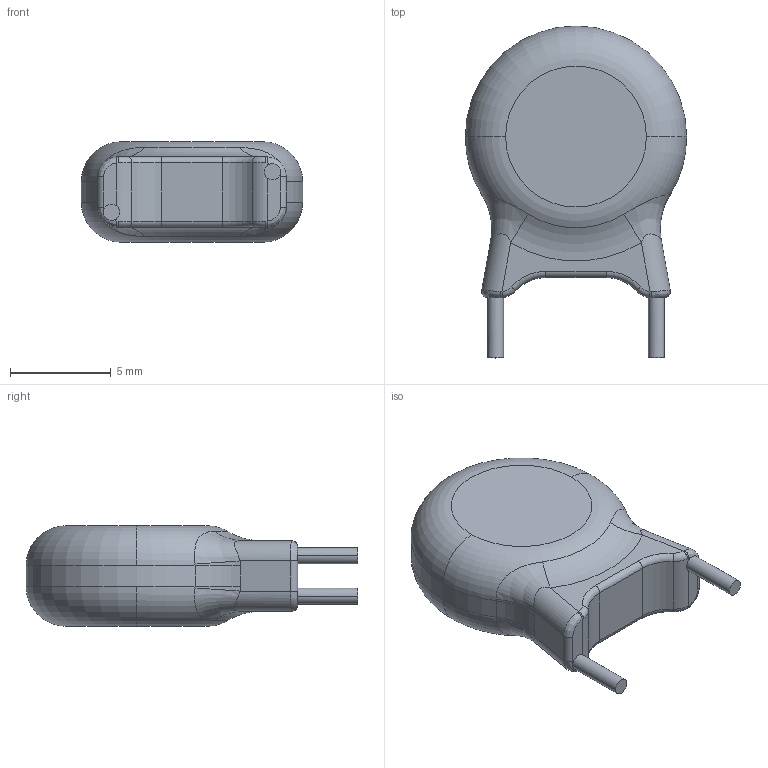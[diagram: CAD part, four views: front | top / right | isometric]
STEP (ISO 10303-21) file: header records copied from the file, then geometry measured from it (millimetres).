
FILE_DESCRIPTION((''),'2;1');
FILE_NAME('CP_15_17D5_60','2020-11-24T15:03:17',('Administrator'),(''),'CREO PARAMETRIC BY PTC INC, 2020154','CREO PARAMETRIC BY PTC INC, 2020154','');
FILE_SCHEMA(('CONFIG_CONTROL_DESIGN','SHAPE_APPEARANCE_LAYERS_GROUPS'));
Length unit declared in the file: millimetre
Products named in the file (1): CP_15_17D5_60
Bounding box: 11 x 16.5 x 5 mm (x, y, z)
Volume: 502.1 mm3; surface area: 386.1 mm2
Topology: 1 solids, 1 shells, 62 faces, 148 edges, 88 vertices
Faces by surface type: cylinder 19, bspline 16, torus 14, plane 13
Entity records: 3492 total; most frequent: CARTESIAN_POINT 1340, COLOUR_RGB 311, ORIENTED_EDGE 296, DIRECTION 272, PRESENTATION_STYLE_ASSIGNMENT 149, STYLED_ITEM 149, CURVE_STYLE 148, EDGE_CURVE 148
